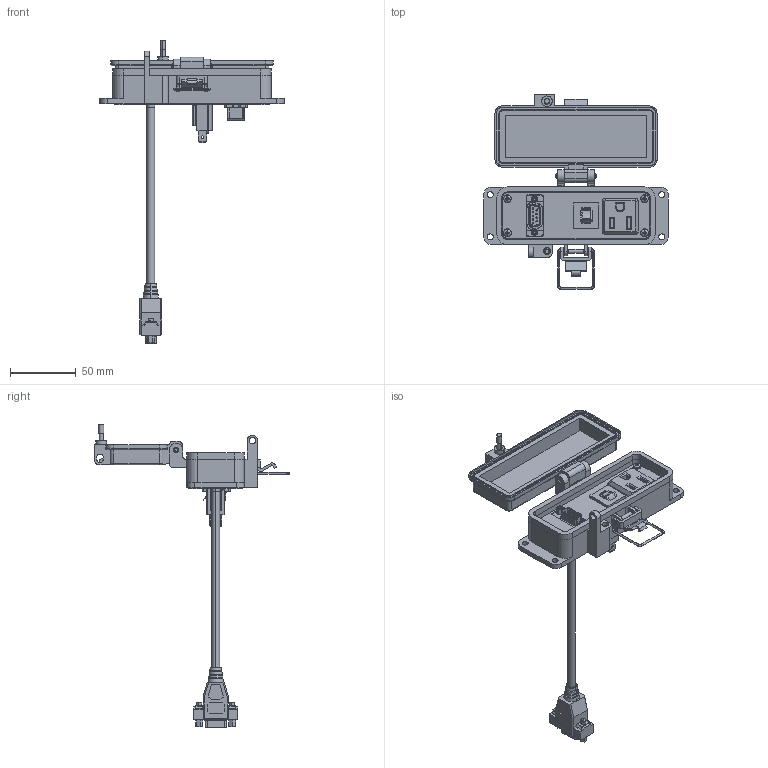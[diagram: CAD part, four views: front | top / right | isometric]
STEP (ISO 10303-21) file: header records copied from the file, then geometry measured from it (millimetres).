
FILE_DESCRIPTION (( 'STEP AP203' ), '1' );
FILE_NAME ('P-P1-H2R3-CXXX_3D.STEP', '2022-03-23T19:03:04', ( '' ), ( '' ), 'SwSTEP 2.0', 'SolidWorks 2021', '' );
FILE_SCHEMA (( 'CONFIG_CONTROL_DESIGN' ));
Length unit declared in the file: millimetre
Products named in the file (13): P-P1-H2R3-CXXX_BP180_1; P-P1-H2R3-CXXX_3D; R; CBX; P-P1-H2R3-CXXX_FP060_1; Z-200-OTLT-R0SQ; Z-000-440316 JACK SCREW_92710A212; Z-CB-SM; P1; -H2; 92005A124_METRIC PAN HEAD PHILLIPS MACHINE SCREW_92005A124; Z-H-H2_B; Z-000-440316 NUT_95130A110
Assembly tree (17 placements, depth 3):
  P-P1-H2R3-CXXX_3D
    -H2
      Z-H-H2_B
    P-P1-H2R3-CXXX_BP180_1
    P-P1-H2R3-CXXX_FP060_1
    P1
    Z-000-440316 JACK SCREW_92710A212  x2
    Z-000-440316 NUT_95130A110  x2
    CBX
      Z-CB-SM
    R
      Z-200-OTLT-R0SQ
    92005A124_METRIC PAN HEAD PHILLIPS MACHINE SCREW_92005A124  x4
Bounding box: 140 x 147.61 x 229.8 mm (x, y, z)
Volume: 124560.8 mm3; surface area: 90647.2 mm2
Topology: 30 solids, 30 shells, 2395 faces, 6512 edges, 4249 vertices
Faces by surface type: cylinder 1187, plane 877, bspline 158, cone 137, torus 28, sphere 8
Entity records: 67253 total; most frequent: CARTESIAN_POINT 25508, ORIENTED_EDGE 8966, DIRECTION 7645, EDGE_CURVE 4483, VERTEX_POINT 2931, VECTOR 2625, LINE 2625, AXIS2_PLACEMENT_3D 2510
